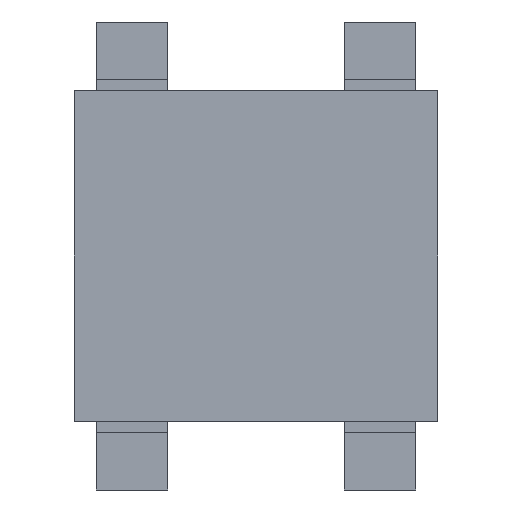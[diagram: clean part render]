
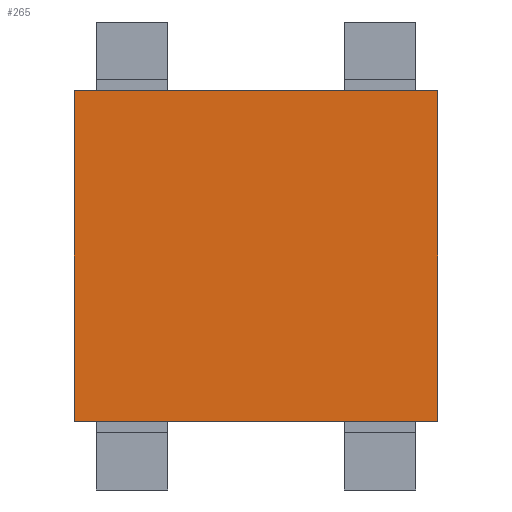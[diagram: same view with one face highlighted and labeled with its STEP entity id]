
A CAD part, front view. The second image highlights one B-rep face of the part: STEP entity #265.
In plain terms, the highlighted planar face has unit normal (0, -1, 0).
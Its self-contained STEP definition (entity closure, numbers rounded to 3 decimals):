
#265=ADVANCED_FACE('',(#645),#646,.F.);
#483=EDGE_CURVE('',#937,#930,#940,.T.);
#487=EDGE_CURVE('',#943,#946,#947,.T.);
#493=EDGE_CURVE('',#937,#946,#954,.T.);
#495=EDGE_CURVE('',#930,#943,#956,.T.);
#645=FACE_OUTER_BOUND('',#1096,.T.);
#646=PLANE('',#1097);
#930=VERTEX_POINT('',#1582);
#937=VERTEX_POINT('',#1593);
#940=LINE('',#1598,#1599);
#943=VERTEX_POINT('',#1603);
#946=VERTEX_POINT('',#1608);
#947=LINE('',#1609,#1610);
#954=LINE('',#1622,#1623);
#956=LINE('',#1626,#1627);
#1096=EDGE_LOOP('',(#2012,#2013,#2014,#2015));
#1097=AXIS2_PLACEMENT_3D('',#2016,#2017,#2018);
#1582=CARTESIAN_POINT('',(3.3,0.0,3.0));
#1593=CARTESIAN_POINT('',(-3.3,0.0,3.0));
#1598=CARTESIAN_POINT('',(0.0,0.0,3.0));
#1599=VECTOR('',#2158,1.0);
#1603=CARTESIAN_POINT('',(3.3,0.0,-3.0));
#1608=CARTESIAN_POINT('',(-3.3,0.0,-3.0));
#1609=CARTESIAN_POINT('',(0.0,0.0,-3.0));
#1610=VECTOR('',#2160,1.0);
#1622=CARTESIAN_POINT('',(-3.3,0.0,0.0));
#1623=VECTOR('',#2163,1.0);
#1626=CARTESIAN_POINT('',(3.3,0.0,0.0));
#1627=VECTOR('',#2164,1.0);
#2012=ORIENTED_EDGE('',*,*,#493,.T.);
#2013=ORIENTED_EDGE('',*,*,#487,.F.);
#2014=ORIENTED_EDGE('',*,*,#495,.F.);
#2015=ORIENTED_EDGE('',*,*,#483,.F.);
#2016=CARTESIAN_POINT('',(0.0,0.0,0.0));
#2017=DIRECTION('',(-0.0,1.0,0.0));
#2018=DIRECTION('',(1.0,0.0,0.0));
#2158=DIRECTION('',(1.0,0.0,0.0));
#2160=DIRECTION('',(-1.0,0.0,0.0));
#2163=DIRECTION('',(0.0,0.0,-1.0));
#2164=DIRECTION('',(0.0,0.0,-1.0));
